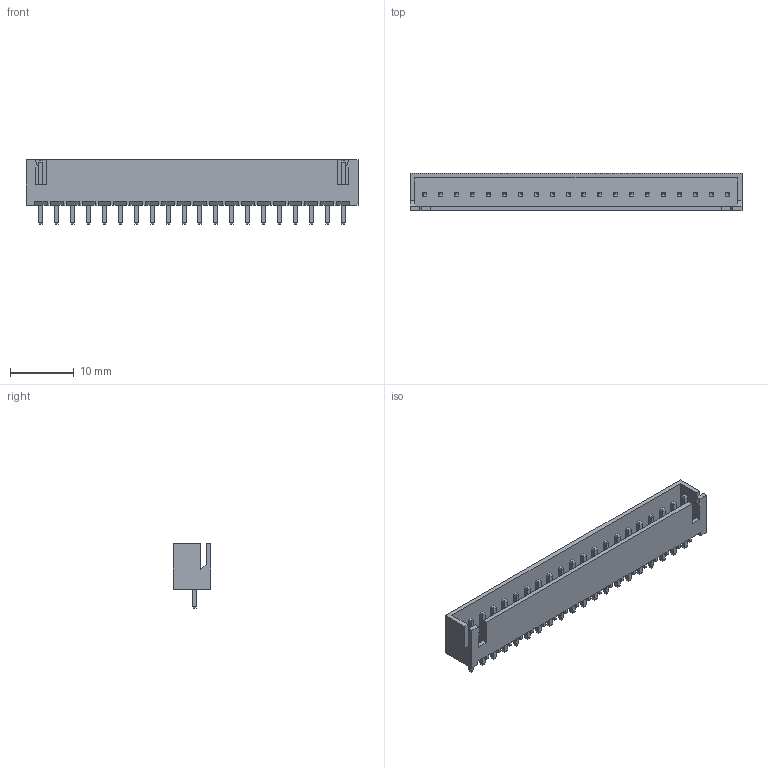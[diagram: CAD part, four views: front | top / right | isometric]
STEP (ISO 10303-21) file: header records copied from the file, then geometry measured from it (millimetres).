
FILE_DESCRIPTION(/* description */ ('Unknown'),/* implementation_level */ '2;1');
FILE_NAME(/* name */ 'JST - XH - Thru - 20Pin',/* time_stamp */ '2018-10-25T11:38:01-04:00',/* author */ ('Unknown'),/* organization */ ('Unknown'),/* preprocessor_version */ 'ST-DEVELOPER v16.7',/* originating_system */ 'DEX',/* authorisation */ $);
FILE_SCHEMA (('AUTOMOTIVE_DESIGN {1 0 10303 214 3 1 1}'));
Length unit declared in the file: millimetre
Products named in the file (1): JST - XH - Thru - 20Pin
Bounding box: 52.17 x 5.84 x 10.21 mm (x, y, z)
Volume: 733.8 mm3; surface area: 2632.3 mm2
Topology: 1 solids, 21 shells, 700 faces, 1674 edges, 1036 vertices
Faces by surface type: plane 661, bspline 39
Entity records: 25653 total; most frequent: CARTESIAN_POINT 5298, ORIENTED_EDGE 3340, DIRECTION 2730, EDGE_CURVE 1670, LINE 1406, VECTOR 1406, VERTEX_POINT 1036, EDGE_LOOP 736
